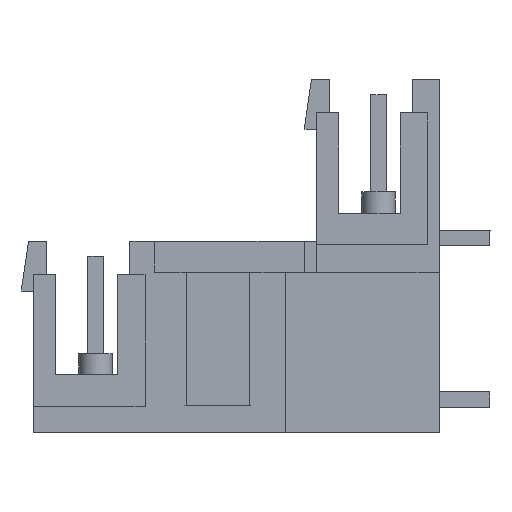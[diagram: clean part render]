
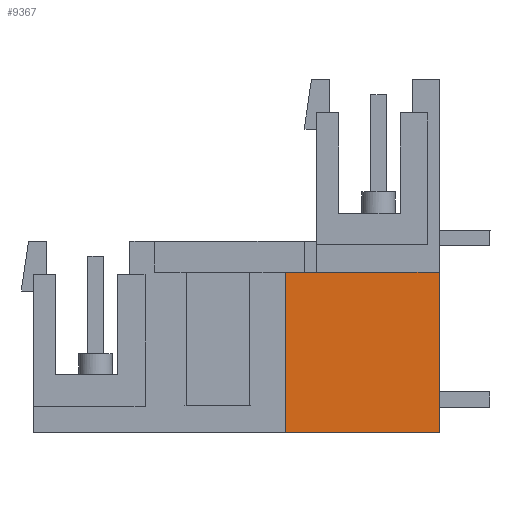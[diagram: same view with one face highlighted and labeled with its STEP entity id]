
A CAD part, left-side view. The second image highlights one B-rep face of the part: STEP entity #9367.
In plain terms, the highlighted planar face has unit normal (-1, 0, 0).
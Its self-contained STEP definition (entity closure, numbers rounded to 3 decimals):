
#9347=AXIS2_PLACEMENT_3D('Plane Axis2P3D',#9344,#9345,#9346) ;
#3730=CARTESIAN_POINT('Vertex',(2.52,3.2,10.06)) ;
#3733=CARTESIAN_POINT('Line Origine',(2.52,3.2,5.03)) ;
#3737=CARTESIAN_POINT('Vertex',(2.52,3.2,0.)) ;
#9322=CARTESIAN_POINT('Line Origine',(2.52,8.025,0.)) ;
#9326=CARTESIAN_POINT('Vertex',(2.52,12.85,0.)) ;
#9344=CARTESIAN_POINT('Axis2P3D Location',(2.52,3.2,10.06)) ;
#9349=CARTESIAN_POINT('Line Origine',(2.52,8.025,10.06)) ;
#9353=CARTESIAN_POINT('Vertex',(2.52,12.85,10.06)) ;
#9356=CARTESIAN_POINT('Line Origine',(2.52,12.85,5.03)) ;
#3734=DIRECTION('Vector Direction',(0.,0.,-1.)) ;
#9323=DIRECTION('Vector Direction',(0.,1.,0.)) ;
#9345=DIRECTION('Axis2P3D Direction',(-1.,0.,0.)) ;
#9346=DIRECTION('Axis2P3D XDirection',(0.,1.,0.)) ;
#9350=DIRECTION('Vector Direction',(0.,1.,0.)) ;
#9357=DIRECTION('Vector Direction',(0.,0.,-1.)) ;
#3735=VECTOR('Line Direction',#3734,1.) ;
#9324=VECTOR('Line Direction',#9323,1.) ;
#9351=VECTOR('Line Direction',#9350,1.) ;
#9358=VECTOR('Line Direction',#9357,1.) ;
#9362=ORIENTED_EDGE('',*,*,#3739,.F.) ;
#9363=ORIENTED_EDGE('',*,*,#9355,.T.) ;
#9364=ORIENTED_EDGE('',*,*,#9360,.T.) ;
#9365=ORIENTED_EDGE('',*,*,#9328,.F.) ;
#9367=ADVANCED_FACE('HOUSING',(#9366),#9348,.T.) ;
#3739=EDGE_CURVE('',#3731,#3738,#3736,.T.) ;
#9328=EDGE_CURVE('',#3738,#9327,#9325,.T.) ;
#9355=EDGE_CURVE('',#3731,#9354,#9352,.T.) ;
#9360=EDGE_CURVE('',#9354,#9327,#9359,.T.) ;
#9361=EDGE_LOOP('',(#9362,#9363,#9364,#9365)) ;
#9366=FACE_OUTER_BOUND('',#9361,.T.) ;
#3736=LINE('Line',#3733,#3735) ;
#9325=LINE('Line',#9322,#9324) ;
#9352=LINE('Line',#9349,#9351) ;
#9359=LINE('Line',#9356,#9358) ;
#9348=PLANE('',#9347) ;
#3731=VERTEX_POINT('',#3730) ;
#3738=VERTEX_POINT('',#3737) ;
#9327=VERTEX_POINT('',#9326) ;
#9354=VERTEX_POINT('',#9353) ;
